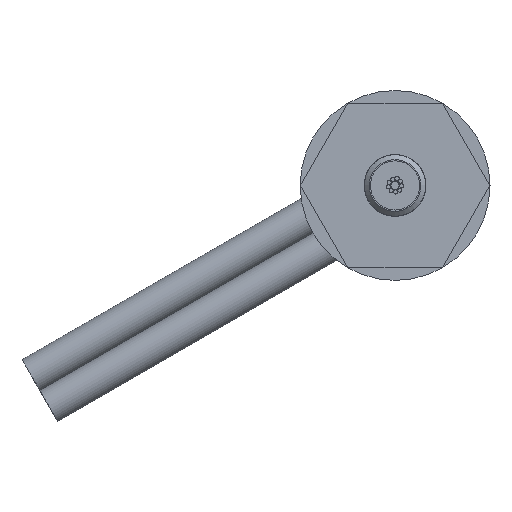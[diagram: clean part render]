
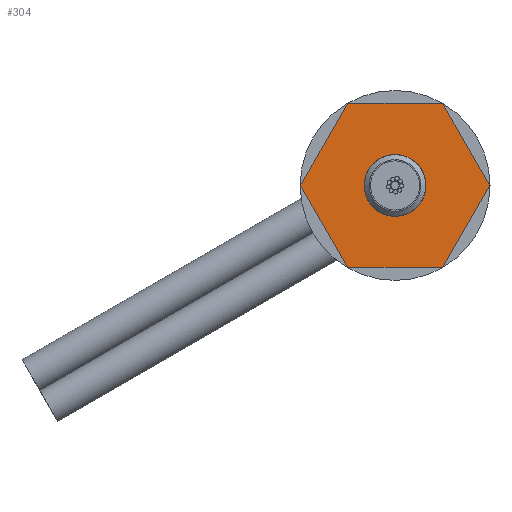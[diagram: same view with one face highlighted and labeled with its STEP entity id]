
A CAD part, left-side view. The second image highlights one B-rep face of the part: STEP entity #304.
In plain terms, the highlighted planar face has unit normal (-1, 0, 0).
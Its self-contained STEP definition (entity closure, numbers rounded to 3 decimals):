
#35=LINE('',#1233,#76);
#39=LINE('',#1242,#80);
#42=LINE('',#1248,#83);
#45=LINE('',#1254,#86);
#48=LINE('',#1260,#89);
#51=LINE('',#1266,#92);
#76=VECTOR('',#1026,1.);
#80=VECTOR('',#1032,1.);
#83=VECTOR('',#1037,1.);
#86=VECTOR('',#1042,1.);
#89=VECTOR('',#1047,1.);
#92=VECTOR('',#1052,1.);
#209=FACE_OUTER_BOUND('',#444,.T.);
#254=PLANE('',#892);
#304=ADVANCED_FACE('',(#209),#254,.F.);
#444=EDGE_LOOP('',(#552,#553,#554,#555,#556,#557));
#552=ORIENTED_EDGE('',*,*,#739,.F.);
#553=ORIENTED_EDGE('',*,*,#755,.F.);
#554=ORIENTED_EDGE('',*,*,#752,.F.);
#555=ORIENTED_EDGE('',*,*,#749,.F.);
#556=ORIENTED_EDGE('',*,*,#746,.F.);
#557=ORIENTED_EDGE('',*,*,#743,.F.);
#672=VERTEX_POINT('',#1234);
#673=VERTEX_POINT('',#1235);
#676=VERTEX_POINT('',#1243);
#678=VERTEX_POINT('',#1249);
#680=VERTEX_POINT('',#1255);
#682=VERTEX_POINT('',#1261);
#739=EDGE_CURVE('',#672,#673,#35,.T.);
#743=EDGE_CURVE('',#673,#676,#39,.T.);
#746=EDGE_CURVE('',#676,#678,#42,.T.);
#749=EDGE_CURVE('',#678,#680,#45,.T.);
#752=EDGE_CURVE('',#680,#682,#48,.T.);
#755=EDGE_CURVE('',#682,#672,#51,.T.);
#892=AXIS2_PLACEMENT_3D('',#1270,#1058,#1059);
#1026=DIRECTION('',(0.,0.5,-0.866));
#1032=DIRECTION('',(0.,1.,0.));
#1037=DIRECTION('',(0.,0.5,0.866));
#1042=DIRECTION('',(0.,-0.5,0.866));
#1047=DIRECTION('',(0.,-1.,0.));
#1052=DIRECTION('',(0.,-0.5,-0.866));
#1058=DIRECTION('',(1.,0.,0.));
#1059=DIRECTION('',(0.,0.,-1.));
#1233=CARTESIAN_POINT('',(8.,-5.774,0.));
#1234=CARTESIAN_POINT('',(8.,-5.774,0.));
#1235=CARTESIAN_POINT('',(8.,-2.887,-5.));
#1242=CARTESIAN_POINT('',(8.,-2.887,-5.));
#1243=CARTESIAN_POINT('',(8.,2.887,-5.));
#1248=CARTESIAN_POINT('',(8.,2.887,-5.));
#1249=CARTESIAN_POINT('',(8.,5.774,0.));
#1254=CARTESIAN_POINT('',(8.,5.774,0.));
#1255=CARTESIAN_POINT('',(8.,2.887,5.));
#1260=CARTESIAN_POINT('',(8.,2.887,5.));
#1261=CARTESIAN_POINT('',(8.,-2.887,5.));
#1266=CARTESIAN_POINT('',(8.,-2.887,5.));
#1270=CARTESIAN_POINT('',(8.,0.,0.));
